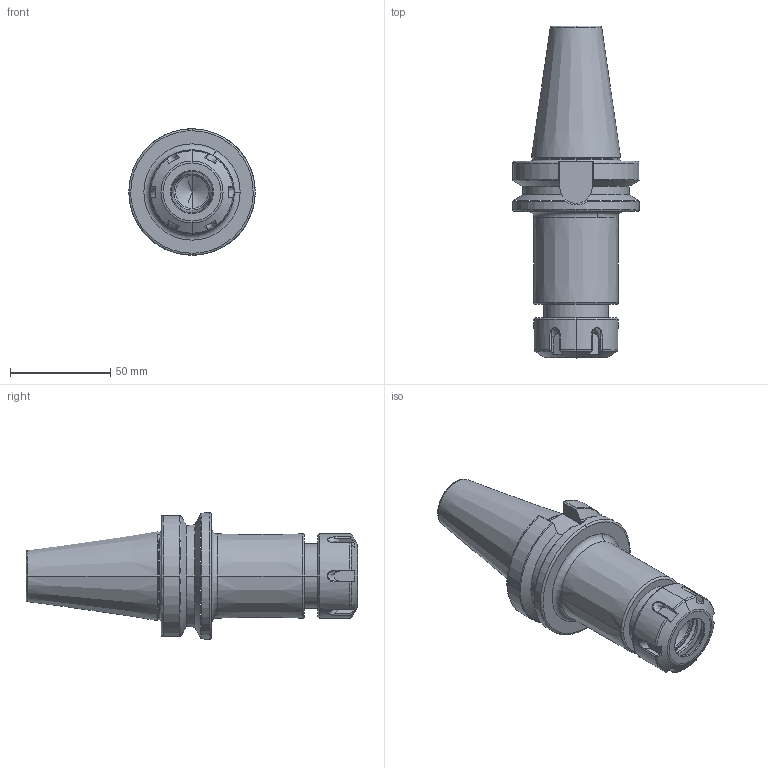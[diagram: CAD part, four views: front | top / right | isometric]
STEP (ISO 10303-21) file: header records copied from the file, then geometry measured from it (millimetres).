
FILE_DESCRIPTION (( 'STEP AP203' ), '1' );
FILE_NAME ('BT40-ER25-100装配.STEP', '2021-01-10T07:56:08', ( '微软用户' ), ( '微软中国' ), 'SwSTEP 2.0', 'SolidWorks 2016', '' );
FILE_SCHEMA (( 'CONFIG_CONTROL_DESIGN' ));
Length unit declared in the file: millimetre
Products named in the file (3): BT40-ER25-100; ER25UM; BT40-ER25-100蚾饜
Assembly tree (2 placements, depth 2):
  BT40-ER25-100蚾饜
    BT40-ER25-100
    ER25UM
Bounding box: 63 x 165.4 x 63 mm (x, y, z)
Volume: 192107.1 mm3; surface area: 39571.4 mm2
Topology: 2 solids, 2 shells, 203 faces, 507 edges, 310 vertices
Faces by surface type: bspline 62, plane 44, cylinder 38, cone 37, torus 22
Entity records: 14091 total; most frequent: CARTESIAN_POINT 9397, ORIENTED_EDGE 998, DIRECTION 803, EDGE_CURVE 499, AXIS2_PLACEMENT_3D 329, VERTEX_POINT 310, EDGE_LOOP 215, FACE_OUTER_BOUND 203
